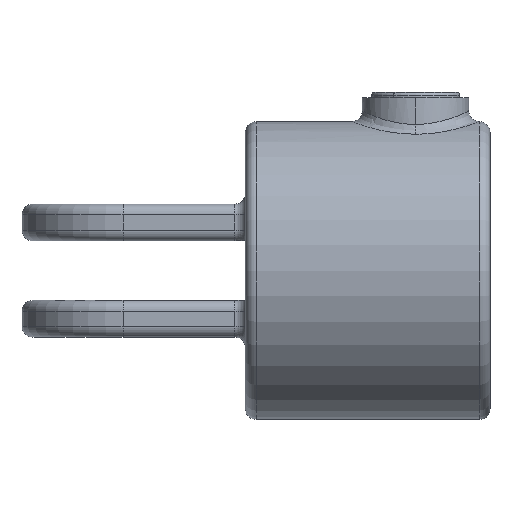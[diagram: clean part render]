
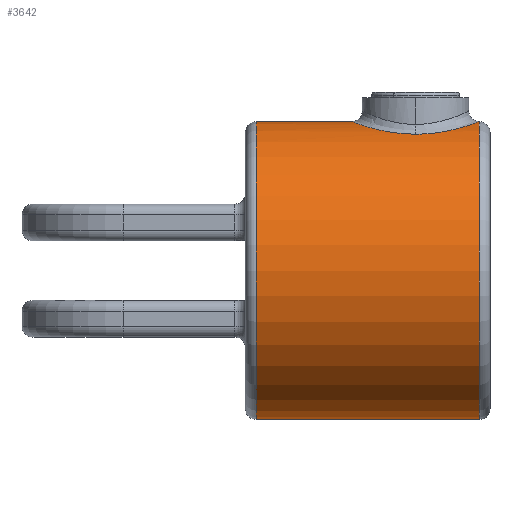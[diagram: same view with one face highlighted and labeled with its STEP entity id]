
A CAD part, left-side view. The second image highlights one B-rep face of the part: STEP entity #3642.
In plain terms, the highlighted cylindrical face has radius 28 mm (diameter 56 mm), a partial arc.
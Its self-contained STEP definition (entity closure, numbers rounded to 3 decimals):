
#60 = B_SPLINE_CURVE_WITH_KNOTS ( 'NONE', 3,
 ( #2840, #2831, #2820, #2817, #2809, #2808, #2806, #2802, #2800, #2797, #2795, #2792, #2790, #2789, #2783, #2772, #2770, #2767, #2764, #2762, #2761, #2755, #2754, #2751, #2746, #2743 ),
 .UNSPECIFIED., .F., .F.,
 ( 4, 2, 2, 2, 2, 2, 2, 2, 2, 2, 2, 2, 4 ),
 ( 0.056, 0.058, 0.059, 0.06, 0.062, 0.063, 0.065, 0.066, 0.067, 0.07, 0.071, 0.072, 0.074 ),
 .UNSPECIFIED. ) ;
#83 = ORIENTED_EDGE ( 'NONE', *, *, #3359, .T. ) ;
#86 = ORIENTED_EDGE ( 'NONE', *, *, #3623, .F. ) ;
#113 = DIRECTION ( 'NONE',  ( 0., 0., -1. ) ) ;
#136 = DIRECTION ( 'NONE',  ( 0., -1., 0. ) ) ;
#185 = DIRECTION ( 'NONE',  ( 0., -1., 0. ) ) ;
#194 = ORIENTED_EDGE ( 'NONE', *, *, #1196, .T. ) ;
#207 = CARTESIAN_POINT ( 'NONE',  ( 0., 46., 28. ) ) ;
#219 = CARTESIAN_POINT ( 'NONE',  ( 0., 46., 0. ) ) ;
#257 = ORIENTED_EDGE ( 'NONE', *, *, #3164, .T. ) ;
#411 = VERTEX_POINT ( 'NONE', #3827 ) ;
#438 = DIRECTION ( 'NONE',  ( 0., -1., 0. ) ) ;
#441 = CARTESIAN_POINT ( 'NONE',  ( 0., 46., -28. ) ) ;
#929 = B_SPLINE_CURVE_WITH_KNOTS ( 'NONE', 3,
 ( #3845, #3752, #3745, #3736, #3731, #3729, #3717, #3713, #3711, #3707, #3698, #3693, #3685, #3684, #3672, #3669, #3668, #3663, #3661, #3654, #3649, #3645, #3639, #3637 ),
 .UNSPECIFIED., .F., .F.,
 ( 4, 2, 2, 2, 2, 2, 2, 2, 2, 2, 2, 4 ),
 ( 0., 0.002, 0.004, 0.005, 0.007, 0.008, 0.009, 0.012, 0.014, 0.015, 0.016, 0.019 ),
 .UNSPECIFIED. ) ;
#968 = CARTESIAN_POINT ( 'NONE',  ( 0., 26., 28. ) ) ;
#989 = ORIENTED_EDGE ( 'NONE', *, *, #2325, .T. ) ;
#1196 = EDGE_CURVE ( 'NONE', #2428, #2996, #2869, .T. ) ;
#1203 = DIRECTION ( 'NONE',  ( 0., 0., 1. ) ) ;
#1206 = CARTESIAN_POINT ( 'NONE',  ( 0., 2., 0. ) ) ;
#1218 = VECTOR ( 'NONE', #185, 1000. ) ;
#1231 = DIRECTION ( 'NONE',  ( 0., 1., 0. ) ) ;
#1266 = FACE_OUTER_BOUND ( 'NONE', #3769, .T. ) ;
#1317 = CYLINDRICAL_SURFACE ( 'NONE', #1663, 28. ) ;
#1663 = AXIS2_PLACEMENT_3D ( 'NONE', #219, #136, #113 ) ;
#1809 = LINE ( 'NONE', #207, #1218 ) ;
#1925 = EDGE_CURVE ( 'NONE', #1991, #3378, #929, .T. ) ;
#1946 = DIRECTION ( 'NONE',  ( 0., 0., 1. ) ) ;
#1947 = DIRECTION ( 'NONE',  ( 0., -1., 0. ) ) ;
#1952 = CARTESIAN_POINT ( 'NONE',  ( 0., 44., 0. ) ) ;
#1991 = VERTEX_POINT ( 'NONE', #3320 ) ;
#2193 = CARTESIAN_POINT ( 'NONE',  ( 0., 2., -28. ) ) ;
#2196 = VERTEX_POINT ( 'NONE', #2995 ) ;
#2325 = EDGE_CURVE ( 'NONE', #2196, #1991, #60, .T. ) ;
#2428 = VERTEX_POINT ( 'NONE', #2616 ) ;
#2504 = CIRCLE ( 'NONE', #3222, 28. ) ;
#2616 = CARTESIAN_POINT ( 'NONE',  ( 0., 44., -28. ) ) ;
#2718 = AXIS2_PLACEMENT_3D ( 'NONE', #1952, #1947, #1946 ) ;
#2743 = CARTESIAN_POINT ( 'NONE',  ( -11.2, 14.023, 25.662 ) ) ;
#2746 = CARTESIAN_POINT ( 'NONE',  ( -11.201, 13.249, 25.662 ) ) ;
#2751 = CARTESIAN_POINT ( 'NONE',  ( -11.133, 12.485, 25.692 ) ) ;
#2754 = CARTESIAN_POINT ( 'NONE',  ( -10.931, 11.36, 25.778 ) ) ;
#2755 = CARTESIAN_POINT ( 'NONE',  ( -10.847, 10.988, 25.814 ) ) ;
#2761 = CARTESIAN_POINT ( 'NONE',  ( -10.645, 10.251, 25.898 ) ) ;
#2762 = CARTESIAN_POINT ( 'NONE',  ( -10.527, 9.883, 25.946 ) ) ;
#2764 = CARTESIAN_POINT ( 'NONE',  ( -10.125, 8.812, 26.107 ) ) ;
#2767 = CARTESIAN_POINT ( 'NONE',  ( -9.796, 8.133, 26.234 ) ) ;
#2770 = CARTESIAN_POINT ( 'NONE',  ( -9.213, 7.166, 26.442 ) ) ;
#2772 = CARTESIAN_POINT ( 'NONE',  ( -9.003, 6.852, 26.514 ) ) ;
#2783 = CARTESIAN_POINT ( 'NONE',  ( -8.552, 6.242, 26.663 ) ) ;
#2789 = CARTESIAN_POINT ( 'NONE',  ( -8.312, 5.948, 26.739 ) ) ;
#2790 = CARTESIAN_POINT ( 'NONE',  ( -7.557, 5.109, 26.966 ) ) ;
#2792 = CARTESIAN_POINT ( 'NONE',  ( -7.003, 4.602, 27.117 ) ) ;
#2795 = CARTESIAN_POINT ( 'NONE',  ( -6.093, 3.923, 27.331 ) ) ;
#2797 = CARTESIAN_POINT ( 'NONE',  ( -5.774, 3.71, 27.4 ) ) ;
#2800 = CARTESIAN_POINT ( 'NONE',  ( -5.123, 3.321, 27.529 ) ) ;
#2802 = CARTESIAN_POINT ( 'NONE',  ( -4.788, 3.144, 27.59 ) ) ;
#2806 = CARTESIAN_POINT ( 'NONE',  ( -4.101, 2.826, 27.7 ) ) ;
#2808 = CARTESIAN_POINT ( 'NONE',  ( -3.748, 2.685, 27.75 ) ) ;
#2809 = CARTESIAN_POINT ( 'NONE',  ( -3.024, 2.439, 27.839 ) ) ;
#2817 = CARTESIAN_POINT ( 'NONE',  ( -2.65, 2.334, 27.877 ) ) ;
#2820 = CARTESIAN_POINT ( 'NONE',  ( -1.526, 2.084, 27.968 ) ) ;
#2831 = CARTESIAN_POINT ( 'NONE',  ( -0.768, 2., 28. ) ) ;
#2840 = CARTESIAN_POINT ( 'NONE',  ( 0., 2., 28. ) ) ;
#2869 = LINE ( 'NONE', #441, #2913 ) ;
#2913 = VECTOR ( 'NONE', #438, 1000. ) ;
#2995 = CARTESIAN_POINT ( 'NONE',  ( 0., 2., 28. ) ) ;
#2996 = VERTEX_POINT ( 'NONE', #2193 ) ;
#3164 = EDGE_CURVE ( 'NONE', #2996, #2196, #2504, .T. ) ;
#3222 = AXIS2_PLACEMENT_3D ( 'NONE', #1206, #1231, #1203 ) ;
#3320 = CARTESIAN_POINT ( 'NONE',  ( -11.2, 14.023, 25.662 ) ) ;
#3359 = EDGE_CURVE ( 'NONE', #411, #2428, #3796, .T. ) ;
#3378 = VERTEX_POINT ( 'NONE', #968 ) ;
#3562 = ORIENTED_EDGE ( 'NONE', *, *, #1925, .T. ) ;
#3623 = EDGE_CURVE ( 'NONE', #411, #3378, #1809, .T. ) ;
#3637 = CARTESIAN_POINT ( 'NONE',  ( 0., 26., 28. ) ) ;
#3639 = CARTESIAN_POINT ( 'NONE',  ( -0.766, 26., 28. ) ) ;
#3642 = ADVANCED_FACE ( 'NONE', ( #1266 ), #1317, .T. ) ;
#3645 = CARTESIAN_POINT ( 'NONE',  ( -1.522, 25.917, 27.969 ) ) ;
#3649 = CARTESIAN_POINT ( 'NONE',  ( -2.64, 25.669, 27.878 ) ) ;
#3654 = CARTESIAN_POINT ( 'NONE',  ( -3.013, 25.565, 27.84 ) ) ;
#3661 = CARTESIAN_POINT ( 'NONE',  ( -3.737, 25.32, 27.752 ) ) ;
#3663 = CARTESIAN_POINT ( 'NONE',  ( -4.089, 25.179, 27.702 ) ) ;
#3668 = CARTESIAN_POINT ( 'NONE',  ( -5.115, 24.705, 27.538 ) ) ;
#3669 = CARTESIAN_POINT ( 'NONE',  ( -5.761, 24.321, 27.408 ) ) ;
#3672 = CARTESIAN_POINT ( 'NONE',  ( -6.981, 23.418, 27.123 ) ) ;
#3684 = CARTESIAN_POINT ( 'NONE',  ( -7.537, 22.91, 26.972 ) ) ;
#3685 = CARTESIAN_POINT ( 'NONE',  ( -8.29, 22.078, 26.746 ) ) ;
#3693 = CARTESIAN_POINT ( 'NONE',  ( -8.528, 21.789, 26.671 ) ) ;
#3698 = CARTESIAN_POINT ( 'NONE',  ( -8.978, 21.184, 26.523 ) ) ;
#3707 = CARTESIAN_POINT ( 'NONE',  ( -9.191, 20.868, 26.449 ) ) ;
#3711 = CARTESIAN_POINT ( 'NONE',  ( -9.78, 19.899, 26.24 ) ) ;
#3713 = CARTESIAN_POINT ( 'NONE',  ( -10.109, 19.222, 26.113 ) ) ;
#3717 = CARTESIAN_POINT ( 'NONE',  ( -10.513, 18.156, 25.952 ) ) ;
#3729 = CARTESIAN_POINT ( 'NONE',  ( -10.632, 17.791, 25.903 ) ) ;
#3731 = CARTESIAN_POINT ( 'NONE',  ( -10.837, 17.054, 25.818 ) ) ;
#3736 = CARTESIAN_POINT ( 'NONE',  ( -10.923, 16.682, 25.782 ) ) ;
#3745 = CARTESIAN_POINT ( 'NONE',  ( -11.128, 15.558, 25.694 ) ) ;
#3752 = CARTESIAN_POINT ( 'NONE',  ( -11.199, 14.797, 25.663 ) ) ;
#3769 = EDGE_LOOP ( 'NONE', ( #86, #83, #194, #257, #989, #3562 ) ) ;
#3796 = CIRCLE ( 'NONE', #2718, 28. ) ;
#3827 = CARTESIAN_POINT ( 'NONE',  ( 0., 44., 28. ) ) ;
#3845 = CARTESIAN_POINT ( 'NONE',  ( -11.2, 14.023, 25.662 ) ) ;
